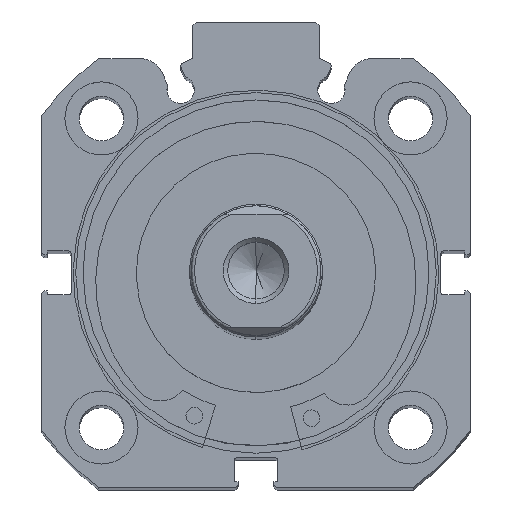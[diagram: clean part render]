
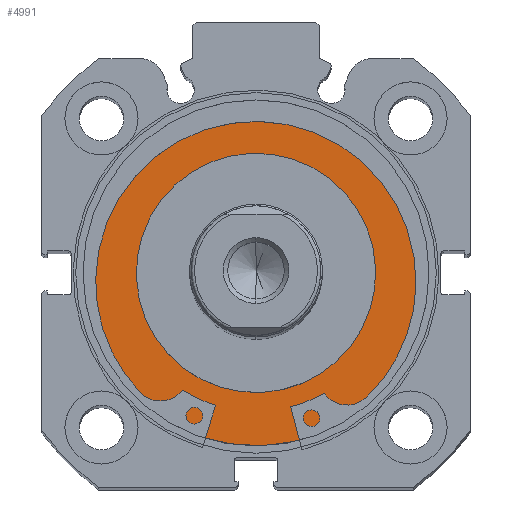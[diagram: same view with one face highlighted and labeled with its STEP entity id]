
A CAD part, top view. The second image highlights one B-rep face of the part: STEP entity #4991.
In plain terms, the highlighted face is planar.
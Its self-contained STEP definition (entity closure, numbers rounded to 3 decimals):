
#476 = CARTESIAN_POINT ( 'NONE',  ( 3.5, 0., 18. ) ) ;
#478 = CARTESIAN_POINT ( 'NONE',  ( 3.5, 0., -18. ) ) ;
#653 = VERTEX_POINT ( 'NONE', #680 ) ;
#654 = VERTEX_POINT ( 'NONE', #678 ) ;
#662 = VERTEX_POINT ( 'NONE', #478 ) ;
#664 = VERTEX_POINT ( 'NONE', #476 ) ;
#678 = CARTESIAN_POINT ( 'NONE',  ( 3.5, 0., -26. ) ) ;
#680 = CARTESIAN_POINT ( 'NONE',  ( 3.5, 0., 26. ) ) ;
#2143 = ORIENTED_EDGE ( 'NONE', *, *, #4652, .F. ) ;
#2144 = ORIENTED_EDGE ( 'NONE', *, *, #4651, .F. ) ;
#2145 = ORIENTED_EDGE ( 'NONE', *, *, #4657, .T. ) ;
#2146 = ORIENTED_EDGE ( 'NONE', *, *, #4774, .T. ) ;
#3356 = EDGE_LOOP ( 'NONE', ( #2145, #2146 ) ) ;
#3543 = EDGE_LOOP ( 'NONE', ( #2143, #2144 ) ) ;
#4340 = AXIS2_PLACEMENT_3D ( 'NONE', #6212, #6213, #6214 ) ;
#4341 = AXIS2_PLACEMENT_3D ( 'NONE', #6207, #6210, #6211 ) ;
#4343 = AXIS2_PLACEMENT_3D ( 'NONE', #6225, #6226, #6227 ) ;
#4361 = AXIS2_PLACEMENT_3D ( 'NONE', #6300, #6307, #6308 ) ;
#4592 = AXIS2_PLACEMENT_3D ( 'NONE', #7082, #7084, #7085 ) ;
#4651 = EDGE_CURVE ( 'NONE', #662, #664, #5471, .T. ) ;
#4652 = EDGE_CURVE ( 'NONE', #664, #662, #5473, .T. ) ;
#4657 = EDGE_CURVE ( 'NONE', #653, #654, #5480, .T. ) ;
#4774 = EDGE_CURVE ( 'NONE', #654, #653, #5533, .T. ) ;
#4991 = ADVANCED_FACE ( 'NONE', ( #5956, #5962 ), #7083, .F. ) ;
#5471 = CIRCLE ( 'NONE', #4341, 18. ) ;
#5473 = CIRCLE ( 'NONE', #4340, 18. ) ;
#5480 = CIRCLE ( 'NONE', #4343, 26. ) ;
#5533 = CIRCLE ( 'NONE', #4361, 26. ) ;
#5956 = FACE_BOUND ( 'NONE', #3543, .T. ) ;
#5962 = FACE_OUTER_BOUND ( 'NONE', #3356, .T. ) ;
#6207 = CARTESIAN_POINT ( 'NONE',  ( 3.5, 0., 0. ) ) ;
#6210 = DIRECTION ( 'NONE',  ( -1., 0., 0. ) ) ;
#6211 = DIRECTION ( 'NONE',  ( 0., 0., 1. ) ) ;
#6212 = CARTESIAN_POINT ( 'NONE',  ( 3.5, 0., 0. ) ) ;
#6213 = DIRECTION ( 'NONE',  ( -1., 0., 0. ) ) ;
#6214 = DIRECTION ( 'NONE',  ( 0., 0., 1. ) ) ;
#6225 = CARTESIAN_POINT ( 'NONE',  ( 3.5, 0., 0. ) ) ;
#6226 = DIRECTION ( 'NONE',  ( -1., 0., 0. ) ) ;
#6227 = DIRECTION ( 'NONE',  ( 0., 0., 1. ) ) ;
#6300 = CARTESIAN_POINT ( 'NONE',  ( 3.5, 0., 0. ) ) ;
#6307 = DIRECTION ( 'NONE',  ( -1., 0., 0. ) ) ;
#6308 = DIRECTION ( 'NONE',  ( 0., 0., 1. ) ) ;
#7082 = CARTESIAN_POINT ( 'NONE',  ( 3.5, 26., 0. ) ) ;
#7083 = PLANE ( 'NONE',  #4592 ) ;
#7084 = DIRECTION ( 'NONE',  ( 1., 0., 0. ) ) ;
#7085 = DIRECTION ( 'NONE',  ( 0., 0., -1. ) ) ;
